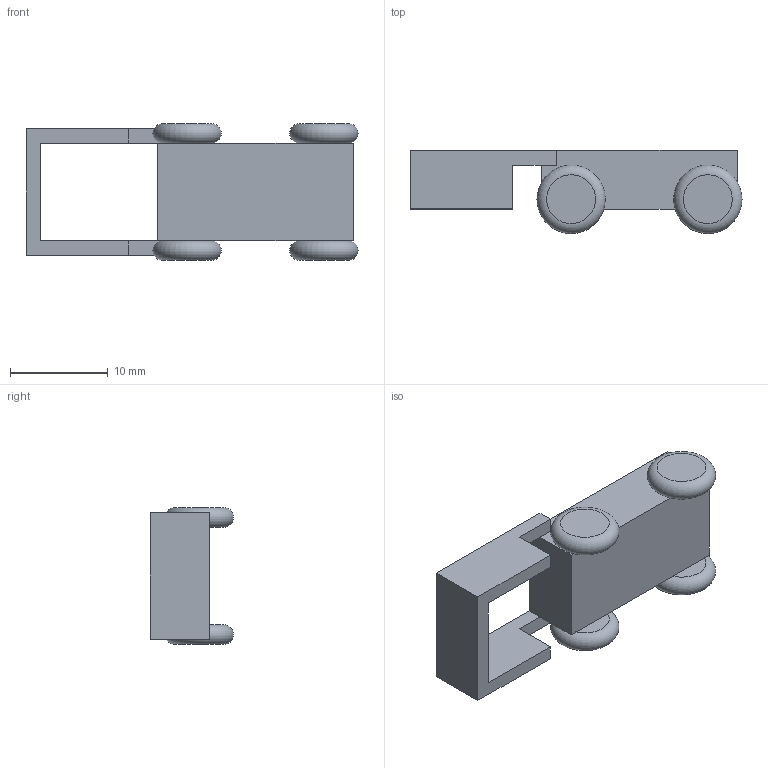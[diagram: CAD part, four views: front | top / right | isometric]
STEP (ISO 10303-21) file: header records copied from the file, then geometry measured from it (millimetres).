
FILE_DESCRIPTION(/* description */ (''),/* implementation_level */ '2;1');
FILE_NAME(/* name */ 'Prototype3_v2 v1.step',/* time_stamp */ '2021-02-21T23:47:17+00:00',/* author */ (''),/* organization */ (''),/* preprocessor_version */ 'ST-DEVELOPER v18.1',/* originating_system */ 'Autodesk Translation Framework v9.7.1.1290',/* authorisation */ '');
FILE_SCHEMA (('AUTOMOTIVE_DESIGN { 1 0 10303 214 3 1 1 }'));
Length unit declared in the file: millimetre
Products named in the file (7): Prototype3_v2; Component1; Component2; Component3; Component4; Component5; Component6
Assembly tree (6 placements, depth 2):
  Prototype3_v2
    Component1
    Component2
    Component3
    Component4
    Component5
    Component6
Bounding box: 34 x 8.5 x 14 mm (x, y, z)
Volume: 1771.8 mm3; surface area: 1701.7 mm2
Topology: 6 solids, 6 shells, 32 faces, 60 edges, 40 vertices
Faces by surface type: plane 28, torus 4
Entity records: 1009 total; most frequent: DIRECTION 162, CARTESIAN_POINT 145, ORIENTED_EDGE 120, EDGE_CURVE 60, AXIS2_PLACEMENT_3D 57, LINE 48, VECTOR 48, VERTEX_POINT 40
